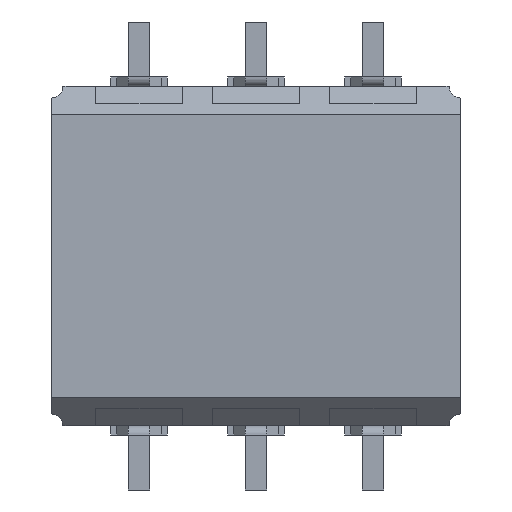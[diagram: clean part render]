
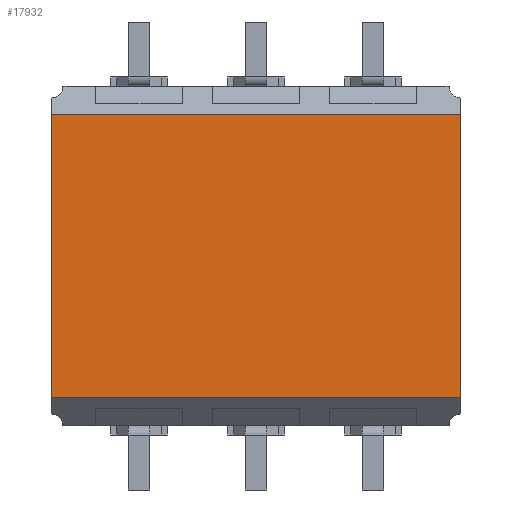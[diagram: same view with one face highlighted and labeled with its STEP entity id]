
A CAD part, front view. The second image highlights one B-rep face of the part: STEP entity #17932.
In plain terms, the highlighted planar face has unit normal (0, -1, 0).
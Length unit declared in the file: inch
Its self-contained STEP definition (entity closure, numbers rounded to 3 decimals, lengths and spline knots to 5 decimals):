
#105 = AXIS2_PLACEMENT_3D ( 'NONE', #16014, #236, #15812 ) ;
#190 = ORIENTED_EDGE ( 'NONE', *, *, #7563, .F. ) ;
#236 = DIRECTION ( 'NONE',  ( 0., 1., 0. ) ) ;
#635 = CARTESIAN_POINT ( 'NONE',  ( -0.17313, -0.00597, 0.121 ) ) ;
#955 = LINE ( 'NONE', #19989, #13732 ) ;
#1375 = EDGE_LOOP ( 'NONE', ( #3096, #6444, #190, #19170 ) ) ;
#1622 = CARTESIAN_POINT ( 'NONE',  ( 0.17687, -0.00597, -0.121 ) ) ;
#1848 = DIRECTION ( 'NONE',  ( 0., 0., -1. ) ) ;
#1919 = VECTOR ( 'NONE', #7823, 39.37008 ) ;
#3096 = ORIENTED_EDGE ( 'NONE', *, *, #13946, .T. ) ;
#3139 = CARTESIAN_POINT ( 'NONE',  ( 0.17687, -0.00597, 0.145 ) ) ;
#3929 = EDGE_CURVE ( 'NONE', #12947, #4869, #19182, .T. ) ;
#4869 = VERTEX_POINT ( 'NONE', #1622 ) ;
#5219 = DIRECTION ( 'NONE',  ( 1., 0., 0. ) ) ;
#6444 = ORIENTED_EDGE ( 'NONE', *, *, #3929, .T. ) ;
#6687 = VECTOR ( 'NONE', #1848, 39.37008 ) ;
#7563 = EDGE_CURVE ( 'NONE', #15887, #4869, #18927, .T. ) ;
#7823 = DIRECTION ( 'NONE',  ( 0., 0., -1. ) ) ;
#9030 = VERTEX_POINT ( 'NONE', #635 ) ;
#9583 = LINE ( 'NONE', #15903, #6687 ) ;
#10200 = CARTESIAN_POINT ( 'NONE',  ( -0.17313, -0.00597, -0.121 ) ) ;
#10523 = PLANE ( 'NONE',  #105 ) ;
#11183 = EDGE_CURVE ( 'NONE', #15887, #9030, #955, .T. ) ;
#12264 = FACE_OUTER_BOUND ( 'NONE', #1375, .T. ) ;
#12947 = VERTEX_POINT ( 'NONE', #10200 ) ;
#13093 = CARTESIAN_POINT ( 'NONE',  ( 0.17687, -0.00597, 0.121 ) ) ;
#13732 = VECTOR ( 'NONE', #14977, 39.37008 ) ;
#13946 = EDGE_CURVE ( 'NONE', #9030, #12947, #9583, .T. ) ;
#14013 = VECTOR ( 'NONE', #5219, 39.37008 ) ;
#14794 = CARTESIAN_POINT ( 'NONE',  ( 0.16687, -0.00597, -0.121 ) ) ;
#14977 = DIRECTION ( 'NONE',  ( -1., 0., 0. ) ) ;
#15812 = DIRECTION ( 'NONE',  ( 0., 0., 1. ) ) ;
#15887 = VERTEX_POINT ( 'NONE', #13093 ) ;
#15903 = CARTESIAN_POINT ( 'NONE',  ( -0.17313, -0.00597, 0.145 ) ) ;
#16014 = CARTESIAN_POINT ( 'NONE',  ( -0.17313, -0.00597, 0.145 ) ) ;
#17932 = ADVANCED_FACE ( 'NONE', ( #12264 ), #10523, .F. ) ;
#18927 = LINE ( 'NONE', #3139, #1919 ) ;
#19170 = ORIENTED_EDGE ( 'NONE', *, *, #11183, .T. ) ;
#19182 = LINE ( 'NONE', #14794, #14013 ) ;
#19989 = CARTESIAN_POINT ( 'NONE',  ( -0.17313, -0.00597, 0.121 ) ) ;
